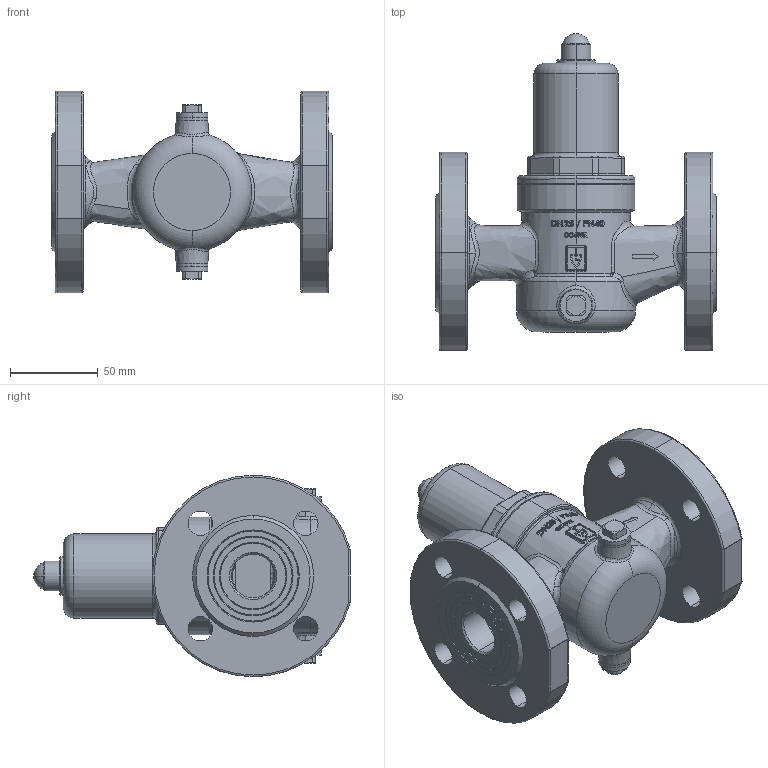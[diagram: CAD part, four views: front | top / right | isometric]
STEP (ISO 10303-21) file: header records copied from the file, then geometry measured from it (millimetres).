
FILE_DESCRIPTION (( 'STEP AP214' ), '1' );
FILE_NAME ('682 HP 25 Dummy.STEP', '2010-08-09T11:08:51', ( '' ), ( '' ), 'SwSTEP 2.0', 'SolidWorks 2010', '' );
FILE_SCHEMA (( 'AUTOMOTIVE_DESIGN' ));
Length unit declared in the file: millimetre
Products named in the file (1): 682 HP 25 Dummy
Bounding box: 160 x 180.7 x 115 mm (x, y, z)
Volume: 473880.2 mm3; surface area: 145778.3 mm2
Topology: 7 solids, 7 shells, 1005 faces, 2554 edges, 1613 vertices
Faces by surface type: plane 349, cylinder 239, bspline 219, cone 96, torus 86, sphere 16
Entity records: 58797 total; most frequent: CARTESIAN_POINT 25464, ORIENTED_EDGE 5060, DIRECTION 4023, EDGE_CURVE 2530, VERTEX_POINT 1613, AXIS2_PLACEMENT_3D 1559, EDGE_LOOP 1111, UNCERTAINTY_MEASURE_WITH_UNIT 1014
